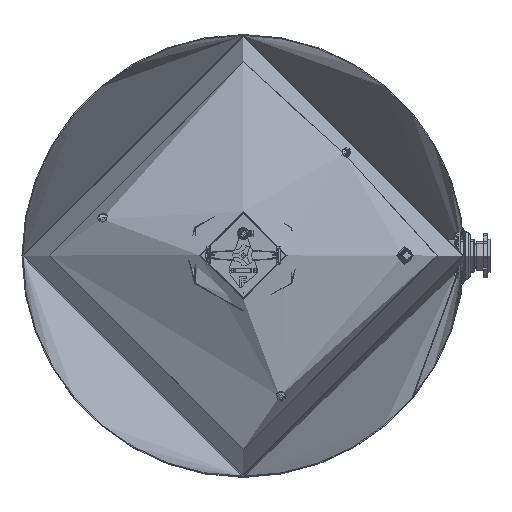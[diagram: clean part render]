
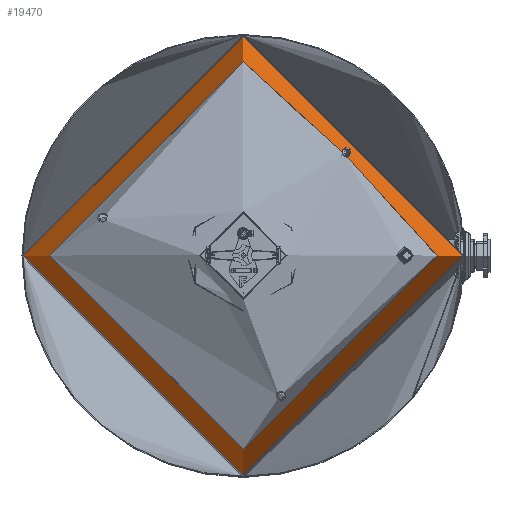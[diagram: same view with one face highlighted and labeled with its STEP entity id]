
A CAD part, top view. The second image highlights one B-rep face of the part: STEP entity #19470.
In plain terms, the highlighted toroidal (fillet/blend) face has major radius 994.012 mm and minor radius 265 mm.
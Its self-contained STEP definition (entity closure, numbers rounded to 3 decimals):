
#19470 = ADVANCED_FACE( '', ( #28712, #28713 ), #28714, .T. );
#28712 = FACE_OUTER_BOUND( '', #32179, .T. );
#28713 = FACE_OUTER_BOUND( '', #32180, .T. );
#28714 = TOROIDAL_SURFACE( '', #32181, 994.012, 265. );
#32179 = EDGE_LOOP( '', ( #37228 ) );
#32180 = EDGE_LOOP( '', ( #37229 ) );
#32181 = AXIS2_PLACEMENT_3D( '', #37230, #37231, #37232 );
#37228 = ORIENTED_EDGE( '', *, *, #72363, .T. );
#37229 = ORIENTED_EDGE( '', *, *, #72369, .F. );
#37230 = CARTESIAN_POINT( '', ( 0.513, 0., 682.479 ) );
#37231 = DIRECTION( '', ( 0., 0., -1. ) );
#37232 = DIRECTION( '', ( -1., 0., 0. ) );
#72363 = EDGE_CURVE( '', #76201, #76201, #76202, .T. );
#72369 = EDGE_CURVE( '', #76213, #76213, #76214, .T. );
#76201 = VERTEX_POINT( '', #77619 );
#76202 = CIRCLE( '', #77620, 1107.567 );
#76213 = VERTEX_POINT( '', #77992 );
#76214 = CIRCLE( '', #77993, 1259.012 );
#77619 = CARTESIAN_POINT( '', ( -1107.054, 0., 921.917 ) );
#77620 = AXIS2_PLACEMENT_3D( '', #78388, #78389, #78390 );
#77992 = CARTESIAN_POINT( '', ( -1258.499, 0., 682.479 ) );
#77993 = AXIS2_PLACEMENT_3D( '', #78397, #78398, #78399 );
#78388 = CARTESIAN_POINT( '', ( 0.513, 0., 921.917 ) );
#78389 = DIRECTION( '', ( 0., 0., -1. ) );
#78390 = DIRECTION( '', ( -1., 0., 0. ) );
#78397 = CARTESIAN_POINT( '', ( 0.513, 0., 682.479 ) );
#78398 = DIRECTION( '', ( 0., 0., -1. ) );
#78399 = DIRECTION( '', ( -1., 0., 0. ) );
